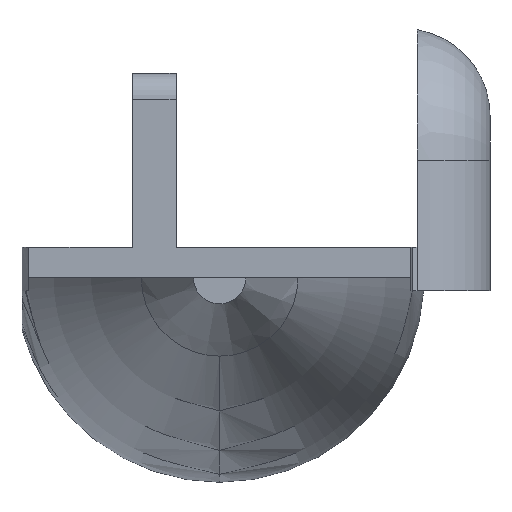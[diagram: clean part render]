
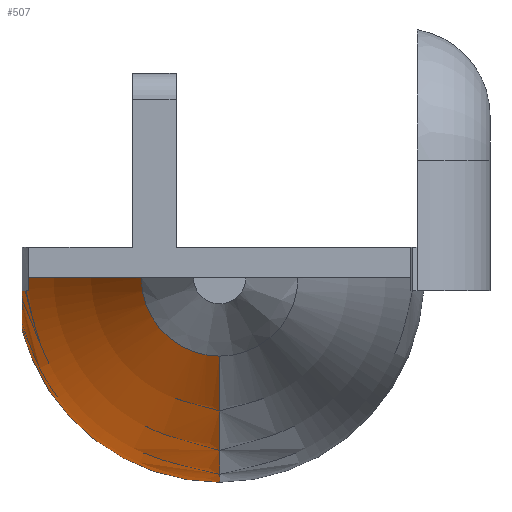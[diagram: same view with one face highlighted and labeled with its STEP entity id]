
A CAD part, front view. The second image highlights one B-rep face of the part: STEP entity #507.
In plain terms, the highlighted toroidal (fillet/blend) face has major radius 224.496 mm and minor radius 247.986 mm.
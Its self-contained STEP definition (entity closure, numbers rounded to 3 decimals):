
#38 = CARTESIAN_POINT ( 'NONE',  ( 17.805, -20.498, -15. ) ) ;
#40 = AXIS2_PLACEMENT_3D ( 'NONE', #1545, #1084, #342 ) ;
#68 = AXIS2_PLACEMENT_3D ( 'NONE', #803, #1702, #511 ) ;
#87 = CARTESIAN_POINT ( 'NONE',  ( 17.7, -18.871, -15.32 ) ) ;
#96 = VERTEX_POINT ( 'NONE', #1470 ) ;
#97 = CIRCLE ( 'NONE', #68, 247.986 ) ;
#113 = CARTESIAN_POINT ( 'NONE',  ( 264.286, -0.009, -15. ) ) ;
#136 = CARTESIAN_POINT ( 'NONE',  ( 18.463, -27.549, -14.405 ) ) ;
#164 = CIRCLE ( 'NONE', #815, 23.49 ) ;
#165 = EDGE_CURVE ( 'NONE', #1327, #454, #1603, .T. ) ;
#194 = VERTEX_POINT ( 'NONE', #1607 ) ;
#214 = CARTESIAN_POINT ( 'NONE',  ( 40.4, -83.527, -22.49 ) ) ;
#240 = DIRECTION ( 'NONE',  ( -1., 0., 0. ) ) ;
#241 = EDGE_CURVE ( 'NONE', #454, #312, #1539, .T. ) ;
#252 = AXIS2_PLACEMENT_3D ( 'NONE', #113, #262, #560 ) ;
#262 = DIRECTION ( 'NONE',  ( 0., 0., -1. ) ) ;
#268 = CARTESIAN_POINT ( 'NONE',  ( 17.7, -6.665, -19.181 ) ) ;
#273 = EDGE_CURVE ( 'NONE', #677, #1782, #648, .T. ) ;
#297 = CARTESIAN_POINT ( 'NONE',  ( 18.463, -27.32, -14.887 ) ) ;
#312 = VERTEX_POINT ( 'NONE', #755 ) ;
#325 = AXIS2_PLACEMENT_3D ( 'NONE', #450, #599, #1035 ) ;
#342 = DIRECTION ( 'NONE',  ( 0., 0., -1. ) ) ;
#367 = CARTESIAN_POINT ( 'NONE',  ( 17.921, -21.849, -15. ) ) ;
#370 = ORIENTED_EDGE ( 'NONE', *, *, #273, .T. ) ;
#384 = CARTESIAN_POINT ( 'NONE',  ( 17.7, -17.864, -16.083 ) ) ;
#417 = CARTESIAN_POINT ( 'NONE',  ( 17.7, -5.832, -19.266 ) ) ;
#450 = CARTESIAN_POINT ( 'NONE',  ( 40.4, -83.527, -13.49 ) ) ;
#454 = VERTEX_POINT ( 'NONE', #214 ) ;
#467 = EDGE_CURVE ( 'NONE', #312, #677, #97, .T. ) ;
#476 = EDGE_CURVE ( 'NONE', #194, #96, #1797, .T. ) ;
#507 = ADVANCED_FACE ( 'NONE', ( #1826 ), #1040, .T. ) ;
#511 = DIRECTION ( 'NONE',  ( 1., 0., 0. ) ) ;
#526 = CARTESIAN_POINT ( 'NONE',  ( 17.7, -8.332, -18.969 ) ) ;
#538 = CARTESIAN_POINT ( 'NONE',  ( 17.7, -18.551, -15.591 ) ) ;
#546 = CARTESIAN_POINT ( 'NONE',  ( 17.7, -17.505, -16.297 ) ) ;
#560 = DIRECTION ( 'NONE',  ( 0., 1., 0. ) ) ;
#599 = DIRECTION ( 'NONE',  ( 0., 1., 0. ) ) ;
#611 = ORIENTED_EDGE ( 'NONE', *, *, #993, .F. ) ;
#625 = CARTESIAN_POINT ( 'NONE',  ( 40.4, 0., -36.981 ) ) ;
#634 = DIRECTION ( 'NONE',  ( 0., 0., -1. ) ) ;
#641 = CARTESIAN_POINT ( 'NONE',  ( 17.7, -19.145, -15. ) ) ;
#648 = B_SPLINE_CURVE_WITH_KNOTS ( 'NONE', 3,
 ( #1333, #1637, #1194, #929, #735, #136, #1343, #911, #297, #895 ),
 .UNSPECIFIED., .F., .F.,
 ( 4, 2, 2, 2, 4 ),
 ( 0.005, 0.006, 0.006, 0.007, 0.007 ),
 .UNSPECIFIED. ) ;
#677 = VERTEX_POINT ( 'NONE', #1881 ) ;
#686 = CARTESIAN_POINT ( 'NONE',  ( 17.7, -14.055, -17.741 ) ) ;
#713 = EDGE_CURVE ( 'NONE', #1782, #96, #1537, .T. ) ;
#735 = CARTESIAN_POINT ( 'NONE',  ( 18.463, -27.63, -14.151 ) ) ;
#755 = CARTESIAN_POINT ( 'NONE',  ( 31.4, -83.527, -13.49 ) ) ;
#778 = CARTESIAN_POINT ( 'NONE',  ( 40.4, 0., -13.49 ) ) ;
#803 = CARTESIAN_POINT ( 'NONE',  ( 264.896, 0., -13.49 ) ) ;
#815 = AXIS2_PLACEMENT_3D ( 'NONE', #778, #1535, #634 ) ;
#837 = CARTESIAN_POINT ( 'NONE',  ( 17.7, -15.631, -17.193 ) ) ;
#857 = CARTESIAN_POINT ( 'NONE',  ( 17.7, -3.332, -19.468 ) ) ;
#868 = ORIENTED_EDGE ( 'NONE', *, *, #476, .F. ) ;
#895 = CARTESIAN_POINT ( 'NONE',  ( 18.463, -27.25, -15. ) ) ;
#908 = ORIENTED_EDGE ( 'NONE', *, *, #467, .T. ) ;
#911 = CARTESIAN_POINT ( 'NONE',  ( 18.463, -27.384, -14.771 ) ) ;
#929 = CARTESIAN_POINT ( 'NONE',  ( 18.463, -27.662, -14.021 ) ) ;
#933 = ORIENTED_EDGE ( 'NONE', *, *, #165, .T. ) ;
#986 = CARTESIAN_POINT ( 'NONE',  ( 17.7, -9.17, -18.843 ) ) ;
#993 = EDGE_CURVE ( 'NONE', #1327, #1207, #164, .T. ) ;
#1010 = CARTESIAN_POINT ( 'NONE',  ( 17.7, -11.63, -18.375 ) ) ;
#1026 = CARTESIAN_POINT ( 'NONE',  ( 17.7, 0., -19.532 ) ) ;
#1035 = DIRECTION ( 'NONE',  ( 0., 0., -1. ) ) ;
#1040 = TOROIDAL_SURFACE ( 'NONE', #40, -224.496, 247.986 ) ;
#1084 = DIRECTION ( 'NONE',  ( 0., -1., 0. ) ) ;
#1144 = CARTESIAN_POINT ( 'NONE',  ( 40.4, 0., 211.006 ) ) ;
#1158 = CARTESIAN_POINT ( 'NONE',  ( 17.7, -1.666, -19.532 ) ) ;
#1194 = CARTESIAN_POINT ( 'NONE',  ( 18.463, -27.704, -13.759 ) ) ;
#1207 = VERTEX_POINT ( 'NONE', #1026 ) ;
#1232 = CARTESIAN_POINT ( 'NONE',  ( 18.048, -23.2, -15. ) ) ;
#1327 = VERTEX_POINT ( 'NONE', #625 ) ;
#1333 = CARTESIAN_POINT ( 'NONE',  ( 18.463, -27.715, -13.49 ) ) ;
#1343 = CARTESIAN_POINT ( 'NONE',  ( 18.463, -27.498, -14.53 ) ) ;
#1437 = CARTESIAN_POINT ( 'NONE',  ( 17.7, 0., -19.532 ) ) ;
#1449 = AXIS2_PLACEMENT_3D ( 'NONE', #1144, #240, #1904 ) ;
#1465 = ORIENTED_EDGE ( 'NONE', *, *, #241, .T. ) ;
#1470 = CARTESIAN_POINT ( 'NONE',  ( 18.048, -23.2, -15. ) ) ;
#1535 = DIRECTION ( 'NONE',  ( 0., 1., 0. ) ) ;
#1537 = CIRCLE ( 'NONE', #252, 247.327 ) ;
#1539 = CIRCLE ( 'NONE', #325, 9. ) ;
#1545 = CARTESIAN_POINT ( 'NONE',  ( 40.4, 0., -13.49 ) ) ;
#1570 = ORIENTED_EDGE ( 'NONE', *, *, #713, .T. ) ;
#1575 = EDGE_CURVE ( 'NONE', #194, #1207, #1665, .T. ) ;
#1586 = EDGE_LOOP ( 'NONE', ( #611, #933, #1465, #908, #370, #1570, #868, #1634 ) ) ;
#1603 = CIRCLE ( 'NONE', #1449, 247.986 ) ;
#1607 = CARTESIAN_POINT ( 'NONE',  ( 17.7, -19.145, -15. ) ) ;
#1612 = CARTESIAN_POINT ( 'NONE',  ( 17.7, -10.814, -18.546 ) ) ;
#1634 = ORIENTED_EDGE ( 'NONE', *, *, #1575, .T. ) ;
#1637 = CARTESIAN_POINT ( 'NONE',  ( 18.463, -27.715, -13.624 ) ) ;
#1665 = B_SPLINE_CURVE_WITH_KNOTS ( 'NONE', 3,
 ( #1866, #87, #538, #384, #546, #1719, #837, #686, #1856, #1010, #1612, #986, #526, #268, #417, #857, #1158, #1437 ),
 .UNSPECIFIED., .F., .F.,
 ( 4, 2, 2, 2, 2, 2, 2, 2, 4 ),
 ( 0.076, 0.077, 0.078, 0.081, 0.083, 0.086, 0.088, 0.091, 0.096 ),
 .UNSPECIFIED. ) ;
#1702 = DIRECTION ( 'NONE',  ( 0., 0., -1. ) ) ;
#1719 = CARTESIAN_POINT ( 'NONE',  ( 17.7, -16.401, -16.88 ) ) ;
#1782 = VERTEX_POINT ( 'NONE', #1828 ) ;
#1797 = B_SPLINE_CURVE_WITH_KNOTS ( 'NONE', 3,
 ( #641, #38, #367, #1232 ),
 .UNSPECIFIED., .F., .F.,
 ( 4, 4 ),
 ( 0.074, 0.078 ),
 .UNSPECIFIED. ) ;
#1826 = FACE_OUTER_BOUND ( 'NONE', #1586, .T. ) ;
#1828 = CARTESIAN_POINT ( 'NONE',  ( 18.463, -27.25, -15. ) ) ;
#1856 = CARTESIAN_POINT ( 'NONE',  ( 17.7, -13.25, -17.972 ) ) ;
#1866 = CARTESIAN_POINT ( 'NONE',  ( 17.7, -19.145, -15. ) ) ;
#1881 = CARTESIAN_POINT ( 'NONE',  ( 18.463, -27.715, -13.49 ) ) ;
#1904 = DIRECTION ( 'NONE',  ( 0., 0., 1. ) ) ;
